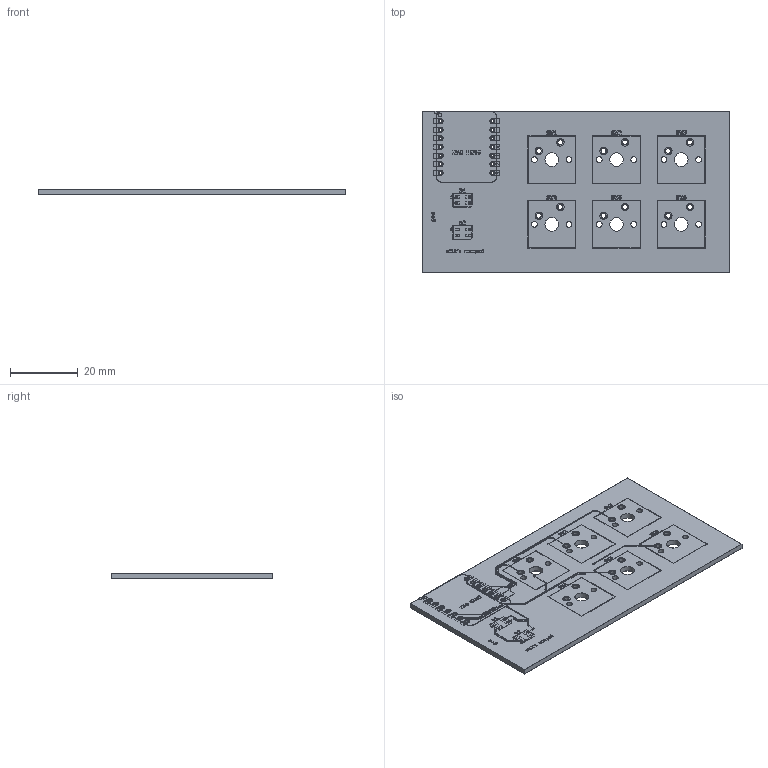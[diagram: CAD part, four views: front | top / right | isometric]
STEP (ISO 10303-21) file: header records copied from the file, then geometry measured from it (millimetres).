
FILE_DESCRIPTION(('KiCad electronic assembly'),'2;1');
FILE_NAME('keyboard_pcb.step','2025-05-21T17:27:55',('Pcbnew'),('Kicad') ,'Open CASCADE STEP processor 7.8','KiCad to STEP converter','Unknown' );
FILE_SCHEMA(('AUTOMOTIVE_DESIGN { 1 0 10303 214 1 1 1 1 }'));
Length unit declared in the file: millimetre
Products named in the file (7): keyboard_pcb 1; Keyboard_copper; Keyboard_pad; Keyboard_via; Keyboard_silkscreen; Keyboard_soldermask; Keyboard_PCB
Assembly tree (6 placements, depth 2):
  keyboard_pcb 1
    Keyboard_copper
    Keyboard_pad
    Keyboard_via
    Keyboard_silkscreen
    Keyboard_soldermask
    Keyboard_PCB
Bounding box: 90.49 x 47.62 x 1.64 mm (x, y, z)
Volume: 6321.2 mm3; surface area: 18351.4 mm2
Topology: 133 solids, 195 shells, 1186 faces, 3935 edges, 3077 vertices
Faces by surface type: plane 810, cylinder 376
Full cylindrical faces by diameter (mm): 0.05 x1, 0.1 x1, 0.25 x10, 0.275 x20, 0.3 x10, 0.839 x42, 0.889 x28, 1.45 x36, 1.5 x24, 1.524 x28, 1.7 x12, 2.2 x24, 4 x6
Entity records: 45854 total; most frequent: CARTESIAN_POINT 8205, DIRECTION 7481, ORIENTED_EDGE 6509, EDGE_CURVE 3935, VERTEX_POINT 3077, LINE 2775, VECTOR 2775, AXIS2_PLACEMENT_3D 2353
